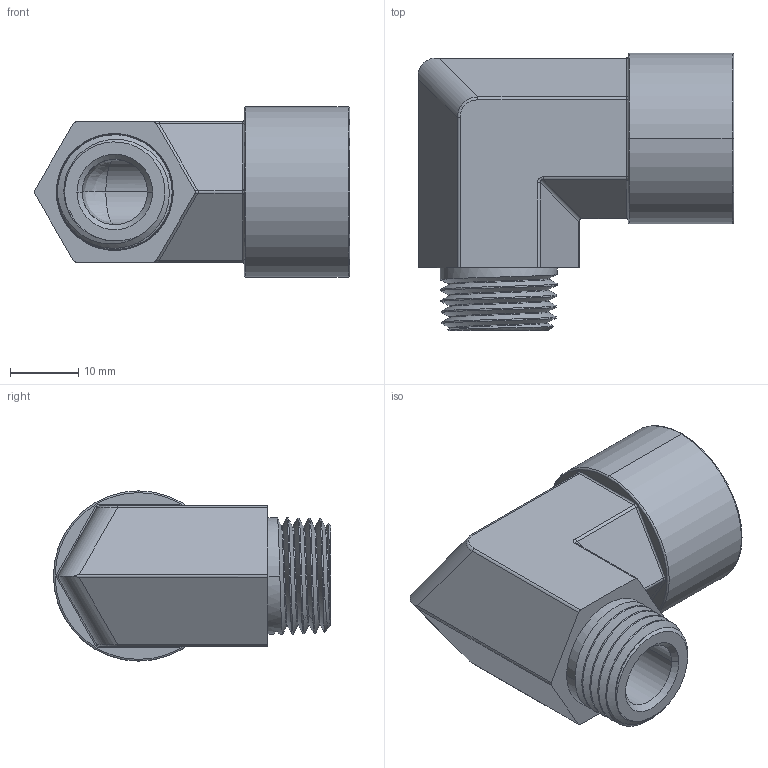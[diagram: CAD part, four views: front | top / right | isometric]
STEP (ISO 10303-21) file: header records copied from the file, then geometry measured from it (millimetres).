
FILE_DESCRIPTION((''),'2;1');
FILE_NAME('001_H-SLC_MASTER','2025-07-07T15:41:49',('Administrator'),(''),'CREO PARAMETRIC BY PTC INC, 2020414','CREO PARAMETRIC BY PTC INC, 2020414','');
FILE_SCHEMA(('AUTOMOTIVE_DESIGN { 1 0 10303 214 1 1 1 1 }'));
Length unit declared in the file: millimetre
Products named in the file (1): 001_H-SLC_MASTER
Bounding box: 46.32 x 40.7 x 25 mm (x, y, z)
Volume: 16787.8 mm3; surface area: 8337.7 mm2
Topology: 1 solids, 1 shells, 116 faces, 299 edges, 199 vertices
Faces by surface type: cylinder 31, cone 31, bspline 25, plane 19, torus 10
Entity records: 17659 total; most frequent: CARTESIAN_POINT 14035, ORIENTED_EDGE 578, DIRECTION 439, PRESENTATION_STYLE_ASSIGNMENT 301, STYLED_ITEM 301, CURVE_STYLE 300, EDGE_CURVE 289, VERTEX_POINT 178
